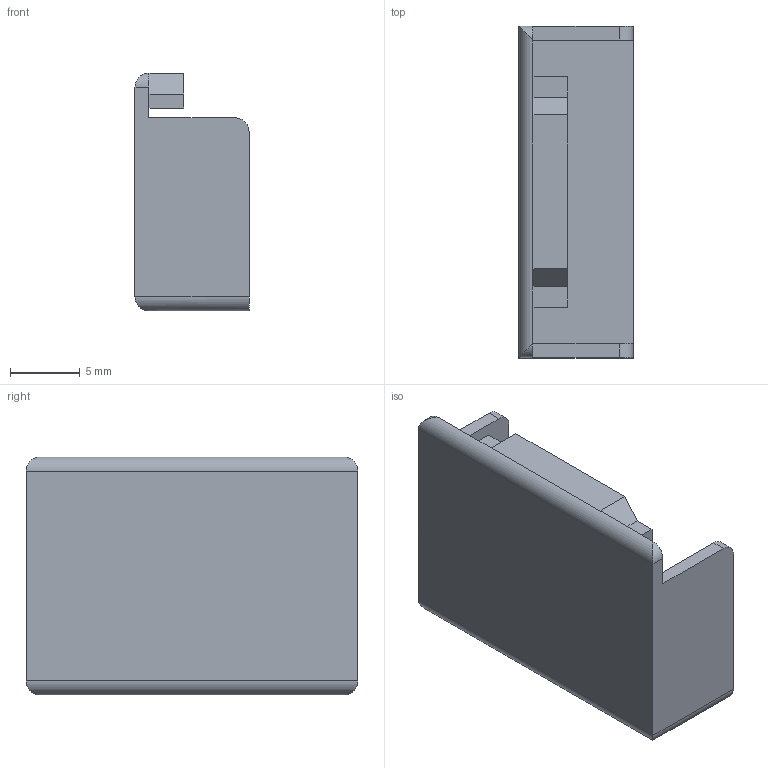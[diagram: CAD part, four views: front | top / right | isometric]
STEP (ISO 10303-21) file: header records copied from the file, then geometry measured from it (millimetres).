
FILE_DESCRIPTION(('STEP AP214'),'1');
FILE_NAME('cctmp_46A95678-D00D-47EF-A5B2-2DD8BFB8A9C8_2023_07_24_20_23_40_0067..stp','2023-07-24T18:23:40',('SIEMENS A&D'),('CADClick - www.CADClick.com'),'Spatial InterOp 3D postprocessed',' ','unknown authorization');
FILE_SCHEMA(('AUTOMOTIVE_DESIGN'));
Length unit declared in the file: millimetre
Products named in the file (1): 2023_07_24_20_23_40_0067
Bounding box: 8.15 x 23.7 x 17 mm (x, y, z)
Volume: 786.3 mm3; surface area: 1669.7 mm2
Topology: 1 solids, 1 shells, 32 faces, 84 edges, 54 vertices
Faces by surface type: plane 24, cylinder 8
Entity records: 1098 total; most frequent: CARTESIAN_POINT 171, ORIENTED_EDGE 168, DIRECTION 162, EDGE_CURVE 84, LINE 72, VECTOR 72, VERTEX_POINT 54, AXIS2_PLACEMENT_3D 45
